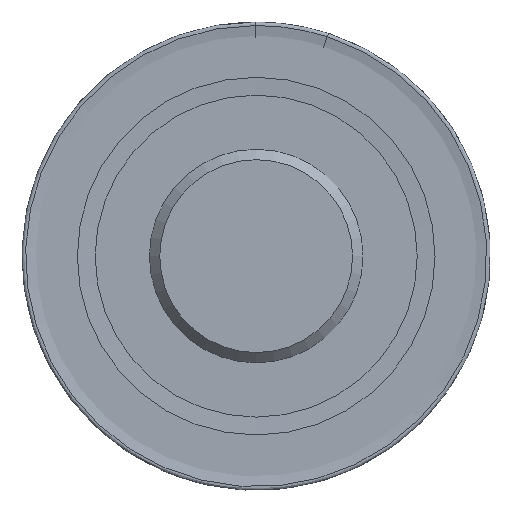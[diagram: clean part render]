
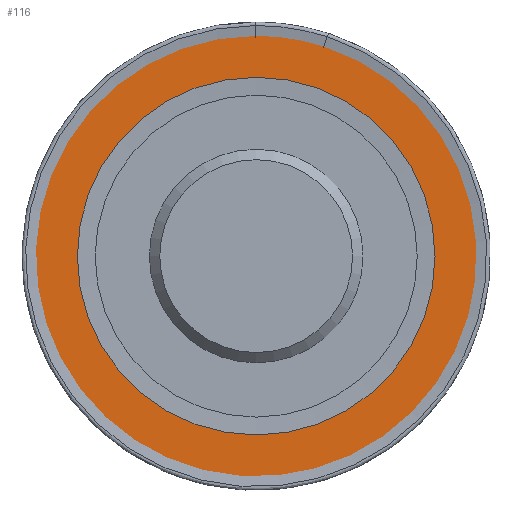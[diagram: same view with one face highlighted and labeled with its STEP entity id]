
A CAD part, left-side view. The second image highlights one B-rep face of the part: STEP entity #116.
In plain terms, the highlighted planar face has unit normal (-1, 0, 0).
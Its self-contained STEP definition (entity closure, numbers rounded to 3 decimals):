
#37=PLANE('',#659);
#47=FACE_BOUND('',#216,.T.);
#48=FACE_BOUND('',#217,.T.);
#116=ADVANCED_FACE('',(#47,#48),#37,.F.);
#216=EDGE_LOOP('',(#400));
#217=EDGE_LOOP('',(#401));
#400=ORIENTED_EDGE('',*,*,#536,.F.);
#401=ORIENTED_EDGE('',*,*,#534,.T.);
#458=VERTEX_POINT('',#1386);
#460=VERTEX_POINT('',#1391);
#534=EDGE_CURVE('',#458,#458,#594,.T.);
#536=EDGE_CURVE('',#460,#460,#596,.T.);
#594=CIRCLE('',#655,60.75);
#596=CIRCLE('',#658,47.75);
#655=AXIS2_PLACEMENT_3D('',#1385,#794,#795);
#658=AXIS2_PLACEMENT_3D('',#1390,#800,#801);
#659=AXIS2_PLACEMENT_3D('',#1392,#802,#803);
#794=DIRECTION('',(-1.,0.,0.));
#795=DIRECTION('',(0.,0.,1.));
#800=DIRECTION('',(-1.,0.,0.));
#801=DIRECTION('',(0.,0.,1.));
#802=DIRECTION('',(1.,0.,0.));
#803=DIRECTION('',(0.,0.,-1.));
#1385=CARTESIAN_POINT('',(0.5,0.,0.));
#1386=CARTESIAN_POINT('',(0.5,0.,60.75));
#1390=CARTESIAN_POINT('',(0.5,0.,0.));
#1391=CARTESIAN_POINT('',(0.5,0.,47.75));
#1392=CARTESIAN_POINT('',(0.5,60.75,0.));
